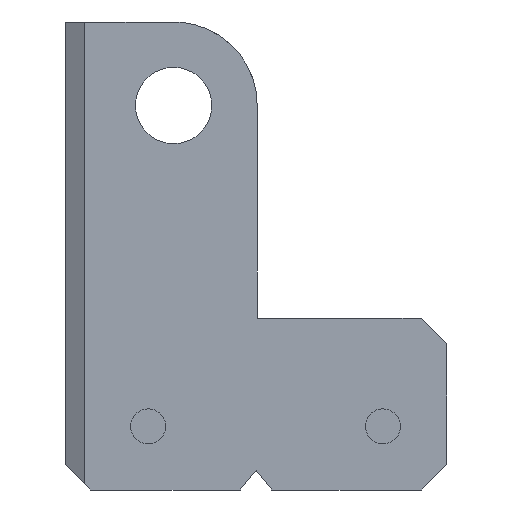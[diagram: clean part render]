
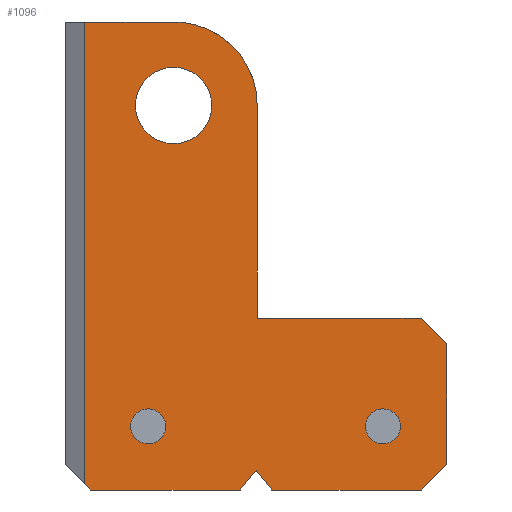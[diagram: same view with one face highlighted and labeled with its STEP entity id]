
A CAD part, front view. The second image highlights one B-rep face of the part: STEP entity #1096.
In plain terms, the highlighted planar face has unit normal (0, -1, 0).
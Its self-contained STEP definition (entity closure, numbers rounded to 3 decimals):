
#35=FACE_BOUND('',#153,.T.);
#36=FACE_BOUND('',#154,.T.);
#37=FACE_BOUND('',#155,.T.);
#52=CIRCLE('',#1175,13.125);
#53=CIRCLE('',#1176,6.);
#54=CIRCLE('',#1177,2.75);
#55=CIRCLE('',#1178,2.75);
#56=CIRCLE('',#1179,2.75);
#57=CIRCLE('',#1180,2.75);
#92=FACE_OUTER_BOUND('',#152,.T.);
#152=EDGE_LOOP('',(#797,#798,#799,#800,#801,#802,#803,#804,#805,#806,#807,
#808,#809));
#153=EDGE_LOOP('',(#810));
#154=EDGE_LOOP('',(#811,#812));
#155=EDGE_LOOP('',(#813,#814));
#241=LINE('',#1631,#364);
#250=LINE('',#1653,#373);
#253=LINE('',#1659,#376);
#254=LINE('',#1661,#377);
#255=LINE('',#1665,#378);
#256=LINE('',#1667,#379);
#257=LINE('',#1669,#380);
#258=LINE('',#1671,#381);
#259=LINE('',#1673,#382);
#260=LINE('',#1675,#383);
#261=LINE('',#1677,#384);
#262=LINE('',#1678,#385);
#364=VECTOR('',#1311,10.);
#373=VECTOR('',#1328,10.);
#376=VECTOR('',#1333,10.);
#377=VECTOR('',#1334,10.);
#378=VECTOR('',#1337,10.);
#379=VECTOR('',#1338,10.);
#380=VECTOR('',#1339,10.);
#381=VECTOR('',#1340,10.);
#382=VECTOR('',#1341,10.);
#383=VECTOR('',#1342,10.);
#384=VECTOR('',#1343,10.);
#385=VECTOR('',#1344,10.);
#481=VERTEX_POINT('',#1628);
#482=VERTEX_POINT('',#1630);
#491=VERTEX_POINT('',#1652);
#493=VERTEX_POINT('',#1658);
#494=VERTEX_POINT('',#1660);
#495=VERTEX_POINT('',#1662);
#496=VERTEX_POINT('',#1664);
#497=VERTEX_POINT('',#1666);
#498=VERTEX_POINT('',#1668);
#499=VERTEX_POINT('',#1670);
#500=VERTEX_POINT('',#1672);
#501=VERTEX_POINT('',#1674);
#502=VERTEX_POINT('',#1676);
#503=VERTEX_POINT('',#1679);
#504=VERTEX_POINT('',#1681);
#505=VERTEX_POINT('',#1682);
#506=VERTEX_POINT('',#1685);
#507=VERTEX_POINT('',#1686);
#596=EDGE_CURVE('',#482,#481,#241,.T.);
#607=EDGE_CURVE('',#491,#481,#250,.T.);
#610=EDGE_CURVE('',#493,#491,#253,.T.);
#611=EDGE_CURVE('',#494,#493,#254,.T.);
#612=EDGE_CURVE('',#494,#495,#52,.T.);
#613=EDGE_CURVE('',#496,#495,#255,.T.);
#614=EDGE_CURVE('',#497,#496,#256,.T.);
#615=EDGE_CURVE('',#498,#497,#257,.T.);
#616=EDGE_CURVE('',#498,#499,#258,.T.);
#617=EDGE_CURVE('',#499,#500,#259,.T.);
#618=EDGE_CURVE('',#500,#501,#260,.T.);
#619=EDGE_CURVE('',#501,#502,#261,.T.);
#620=EDGE_CURVE('',#482,#502,#262,.T.);
#621=EDGE_CURVE('',#503,#503,#53,.T.);
#622=EDGE_CURVE('',#504,#505,#54,.T.);
#623=EDGE_CURVE('',#505,#504,#55,.T.);
#624=EDGE_CURVE('',#506,#507,#56,.T.);
#625=EDGE_CURVE('',#507,#506,#57,.T.);
#797=ORIENTED_EDGE('',*,*,#607,.F.);
#798=ORIENTED_EDGE('',*,*,#610,.F.);
#799=ORIENTED_EDGE('',*,*,#611,.F.);
#800=ORIENTED_EDGE('',*,*,#612,.T.);
#801=ORIENTED_EDGE('',*,*,#613,.F.);
#802=ORIENTED_EDGE('',*,*,#614,.F.);
#803=ORIENTED_EDGE('',*,*,#615,.F.);
#804=ORIENTED_EDGE('',*,*,#616,.T.);
#805=ORIENTED_EDGE('',*,*,#617,.T.);
#806=ORIENTED_EDGE('',*,*,#618,.T.);
#807=ORIENTED_EDGE('',*,*,#619,.T.);
#808=ORIENTED_EDGE('',*,*,#620,.F.);
#809=ORIENTED_EDGE('',*,*,#596,.T.);
#810=ORIENTED_EDGE('',*,*,#621,.T.);
#811=ORIENTED_EDGE('',*,*,#622,.T.);
#812=ORIENTED_EDGE('',*,*,#623,.T.);
#813=ORIENTED_EDGE('',*,*,#624,.T.);
#814=ORIENTED_EDGE('',*,*,#625,.T.);
#1050=PLANE('',#1174);
#1096=ADVANCED_FACE('',(#92,#35,#36,#37),#1050,.T.);
#1174=AXIS2_PLACEMENT_3D('',#1657,#1331,#1332);
#1175=AXIS2_PLACEMENT_3D('',#1663,#1335,#1336);
#1176=AXIS2_PLACEMENT_3D('',#1680,#1345,#1346);
#1177=AXIS2_PLACEMENT_3D('',#1683,#1347,#1348);
#1178=AXIS2_PLACEMENT_3D('',#1684,#1349,#1350);
#1179=AXIS2_PLACEMENT_3D('',#1687,#1351,#1352);
#1180=AXIS2_PLACEMENT_3D('',#1688,#1353,#1354);
#1311=DIRECTION('',(0.,0.,1.));
#1328=DIRECTION('',(0.707,0.,-0.707));
#1331=DIRECTION('center_axis',(0.,-1.,0.));
#1332=DIRECTION('ref_axis',(0.,0.,-1.));
#1333=DIRECTION('',(1.,0.,0.));
#1334=DIRECTION('',(0.,0.,-1.));
#1335=DIRECTION('center_axis',(0.,-1.,0.));
#1336=DIRECTION('ref_axis',(1.,0.,0.));
#1337=DIRECTION('',(1.,0.,0.));
#1338=DIRECTION('',(0.,0.,1.));
#1339=DIRECTION('',(-0.707,0.,0.707));
#1340=DIRECTION('',(1.,0.,0.));
#1341=DIRECTION('',(0.64,0.,0.768));
#1342=DIRECTION('',(0.64,0.,-0.768));
#1343=DIRECTION('',(1.,0.,0.));
#1344=DIRECTION('',(-0.707,0.,-0.707));
#1345=DIRECTION('center_axis',(0.,1.,0.));
#1346=DIRECTION('ref_axis',(1.,0.,0.));
#1347=DIRECTION('center_axis',(0.,1.,0.));
#1348=DIRECTION('ref_axis',(0.,0.,-1.));
#1349=DIRECTION('center_axis',(0.,1.,0.));
#1350=DIRECTION('ref_axis',(0.,0.,-1.));
#1351=DIRECTION('center_axis',(0.,1.,0.));
#1352=DIRECTION('ref_axis',(0.,0.,-1.));
#1353=DIRECTION('center_axis',(0.,1.,0.));
#1354=DIRECTION('ref_axis',(0.,0.,-1.));
#1628=CARTESIAN_POINT('',(56.875,-14.,23.));
#1630=CARTESIAN_POINT('',(56.875,-14.,4.));
#1631=CARTESIAN_POINT('',(56.875,-14.,23.));
#1652=CARTESIAN_POINT('',(52.875,-14.,27.));
#1653=CARTESIAN_POINT('',(29.031,-14.,50.844));
#1657=CARTESIAN_POINT('Origin',(0.,-14.,73.5));
#1658=CARTESIAN_POINT('',(27.125,-14.,27.));
#1659=CARTESIAN_POINT('',(27.125,-14.,27.));
#1660=CARTESIAN_POINT('',(27.125,-14.,60.4));
#1661=CARTESIAN_POINT('',(27.125,-14.,73.5));
#1662=CARTESIAN_POINT('',(13.19,-14.,73.5));
#1663=CARTESIAN_POINT('Origin',(14.,-14.,60.4));
#1664=CARTESIAN_POINT('',(0.,-14.,73.5));
#1665=CARTESIAN_POINT('',(0.,-14.,73.5));
#1666=CARTESIAN_POINT('',(0.,-14.,1.));
#1667=CARTESIAN_POINT('',(0.,-14.,60.875));
#1668=CARTESIAN_POINT('',(1.,-14.,0.));
#1669=CARTESIAN_POINT('',(-18.625,-14.,19.625));
#1670=CARTESIAN_POINT('',(24.438,-14.,0.));
#1671=CARTESIAN_POINT('',(0.,-14.,0.));
#1672=CARTESIAN_POINT('',(26.938,-14.,3.));
#1673=CARTESIAN_POINT('',(37.504,-14.,15.679));
#1674=CARTESIAN_POINT('',(29.438,-14.,0.));
#1675=CARTESIAN_POINT('',(4.081,-14.,30.427));
#1676=CARTESIAN_POINT('',(52.875,-14.,0.));
#1677=CARTESIAN_POINT('',(0.,-14.,0.));
#1678=CARTESIAN_POINT('',(59.031,-14.,6.156));
#1679=CARTESIAN_POINT('',(8.,-14.,60.4));
#1680=CARTESIAN_POINT('Origin',(14.,-14.,60.4));
#1681=CARTESIAN_POINT('',(10.,-14.,7.25));
#1682=CARTESIAN_POINT('',(10.,-14.,12.75));
#1683=CARTESIAN_POINT('Origin',(10.,-14.,10.));
#1684=CARTESIAN_POINT('Origin',(10.,-14.,10.));
#1685=CARTESIAN_POINT('',(46.875,-14.,7.25));
#1686=CARTESIAN_POINT('',(46.875,-14.,12.75));
#1687=CARTESIAN_POINT('Origin',(46.875,-14.,10.));
#1688=CARTESIAN_POINT('Origin',(46.875,-14.,10.));
